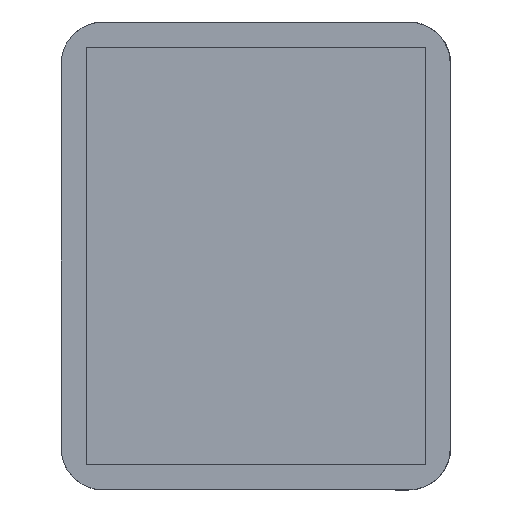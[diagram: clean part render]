
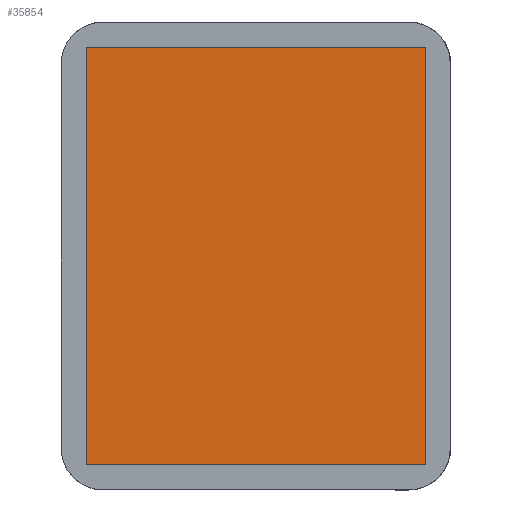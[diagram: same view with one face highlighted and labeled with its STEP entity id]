
A CAD part, top view. The second image highlights one B-rep face of the part: STEP entity #35854.
In plain terms, the highlighted planar face has unit normal (0, 0, 1).
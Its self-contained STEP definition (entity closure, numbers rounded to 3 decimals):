
#3030=FACE_OUTER_BOUND('',#5084,.T.);
#5084=EDGE_LOOP('',(#32249,#32250,#32251,#32252));
#9022=LINE('',#59518,#13023);
#9025=LINE('',#59524,#13026);
#9028=LINE('',#59530,#13029);
#9031=LINE('',#59534,#13032);
#13023=VECTOR('',#48873,10.);
#13026=VECTOR('',#48878,10.);
#13029=VECTOR('',#48883,10.);
#13032=VECTOR('',#48888,10.);
#17249=VERTEX_POINT('',#59515);
#17250=VERTEX_POINT('',#59517);
#17252=VERTEX_POINT('',#59523);
#17254=VERTEX_POINT('',#59529);
#22259=EDGE_CURVE('',#17250,#17249,#9022,.T.);
#22262=EDGE_CURVE('',#17252,#17250,#9025,.T.);
#22265=EDGE_CURVE('',#17254,#17252,#9028,.T.);
#22268=EDGE_CURVE('',#17249,#17254,#9031,.T.);
#32249=ORIENTED_EDGE('',*,*,#22268,.T.);
#32250=ORIENTED_EDGE('',*,*,#22265,.T.);
#32251=ORIENTED_EDGE('',*,*,#22262,.T.);
#32252=ORIENTED_EDGE('',*,*,#22259,.T.);
#33909=PLANE('',#39036);
#35854=ADVANCED_FACE('',(#3030),#33909,.T.);
#39036=AXIS2_PLACEMENT_3D('',#59535,#48889,#48890);
#48873=DIRECTION('',(0.,-1.,0.));
#48878=DIRECTION('',(-1.,0.,0.));
#48883=DIRECTION('',(0.,1.,0.));
#48888=DIRECTION('',(1.,0.,0.));
#48889=DIRECTION('center_axis',(0.,0.,1.));
#48890=DIRECTION('ref_axis',(1.,0.,0.));
#59515=CARTESIAN_POINT('',(66.95,-33.055,20.499));
#59517=CARTESIAN_POINT('',(66.95,17.445,20.499));
#59518=CARTESIAN_POINT('',(66.95,-33.055,20.499));
#59523=CARTESIAN_POINT('',(107.95,17.445,20.499));
#59524=CARTESIAN_POINT('',(66.95,17.445,20.499));
#59529=CARTESIAN_POINT('',(107.95,-33.055,20.499));
#59530=CARTESIAN_POINT('',(107.95,17.445,20.499));
#59534=CARTESIAN_POINT('',(107.95,-33.055,20.499));
#59535=CARTESIAN_POINT('Origin',(87.45,-7.805,20.499));
